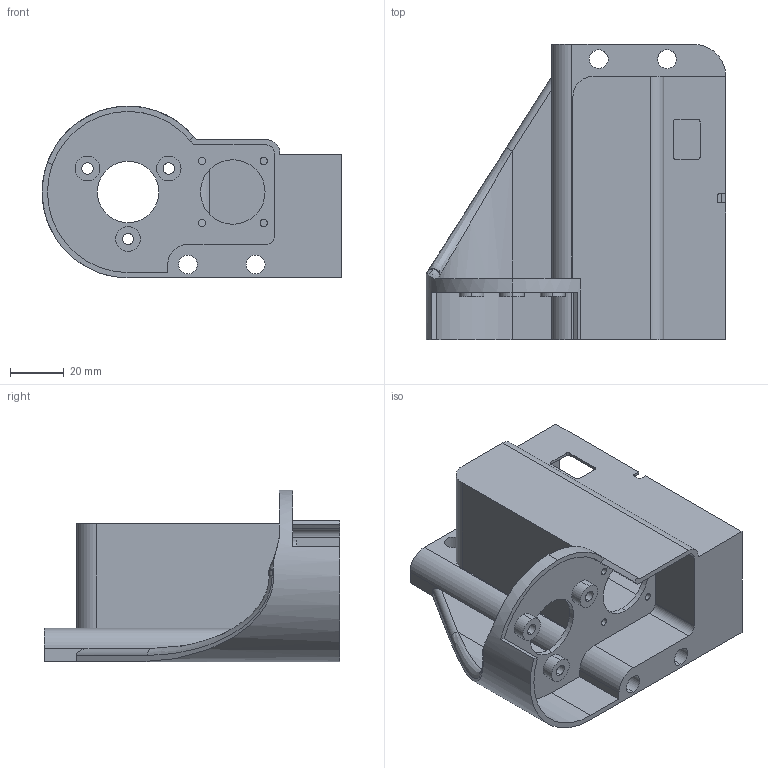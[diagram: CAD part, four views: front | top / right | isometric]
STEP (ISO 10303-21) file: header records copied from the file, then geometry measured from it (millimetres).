
FILE_DESCRIPTION (( 'STEP AP214' ), '1' );
FILE_NAME ('SPI Commutator Enclosure Motor Enclosed.STEP', '2023-04-06T20:26:00', ( '' ), ( '' ), 'SwSTEP 2.0', 'SolidWorks 2023', '' );
FILE_SCHEMA (( 'AUTOMOTIVE_DESIGN' ));
Length unit declared in the file: millimetre
Products named in the file (1): SPI Commutator Enclosure Motor Enclosed
Bounding box: 111.59 x 110 x 64 mm (x, y, z)
Volume: 76968.6 mm3; surface area: 60594.2 mm2
Topology: 1 solids, 1 shells, 146 faces, 402 edges, 264 vertices
Faces by surface type: plane 72, cylinder 69, sphere 2, bspline 2, torus 1
Entity records: 4851 total; most frequent: CARTESIAN_POINT 940, DIRECTION 826, ORIENTED_EDGE 802, EDGE_CURVE 401, AXIS2_PLACEMENT_3D 290, VERTEX_POINT 264, LINE 246, VECTOR 246
